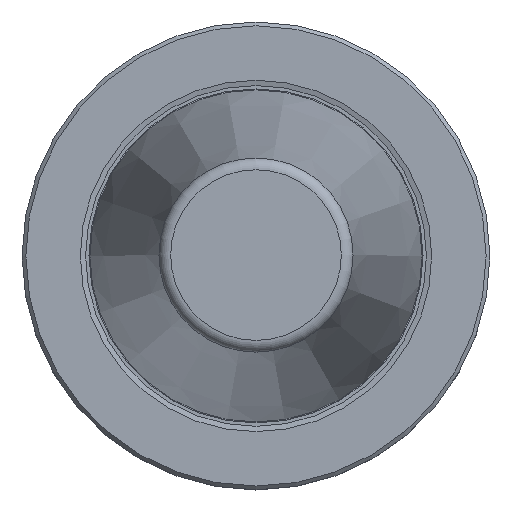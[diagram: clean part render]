
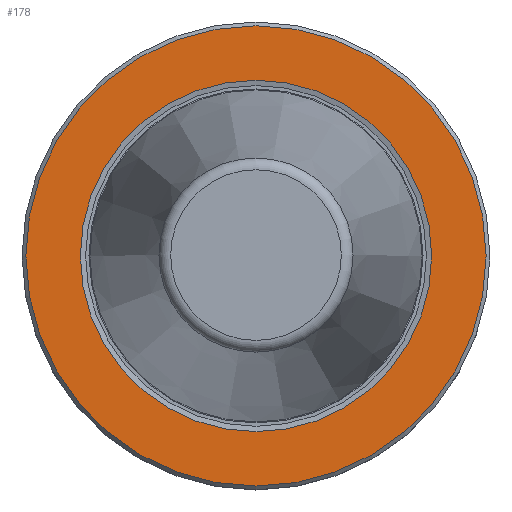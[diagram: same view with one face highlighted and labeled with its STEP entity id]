
A CAD part, top view. The second image highlights one B-rep face of the part: STEP entity #178.
In plain terms, the highlighted planar face has unit normal (0, 0, 1).
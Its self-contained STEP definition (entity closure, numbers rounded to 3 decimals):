
#129=FACE_BOUND('',#265,.T.);
#130=FACE_BOUND('',#266,.T.);
#178=ADVANCED_FACE('',(#129,#130),#195,.F.);
#195=PLANE('',#555);
#265=EDGE_LOOP('',(#347));
#266=EDGE_LOOP('',(#348));
#347=ORIENTED_EDGE('',*,*,#438,.F.);
#348=ORIENTED_EDGE('',*,*,#437,.T.);
#396=VERTEX_POINT('',#837);
#397=VERTEX_POINT('',#840);
#437=EDGE_CURVE('',#396,#396,#478,.T.);
#438=EDGE_CURVE('',#397,#397,#479,.T.);
#478=CIRCLE('',#552,48.4);
#479=CIRCLE('',#554,36.95);
#552=AXIS2_PLACEMENT_3D('',#836,#701,#702);
#554=AXIS2_PLACEMENT_3D('',#839,#705,#706);
#555=AXIS2_PLACEMENT_3D('',#841,#707,#708);
#701=DIRECTION('',(0.0,0.0,1.0));
#702=DIRECTION('',(1.0,0.0,0.0));
#705=DIRECTION('',(0.0,0.0,1.0));
#706=DIRECTION('',(1.0,0.0,0.0));
#707=DIRECTION('',(0.0,0.0,-1.0));
#708=DIRECTION('',(-1.0,0.0,0.0));
#836=CARTESIAN_POINT('',(0.0,0.0,-1.5));
#837=CARTESIAN_POINT('',(48.4,0.0,-1.5));
#839=CARTESIAN_POINT('',(0.0,0.0,-1.5));
#840=CARTESIAN_POINT('',(36.95,0.0,-1.5));
#841=CARTESIAN_POINT('',(0.0,48.4,-1.5));
